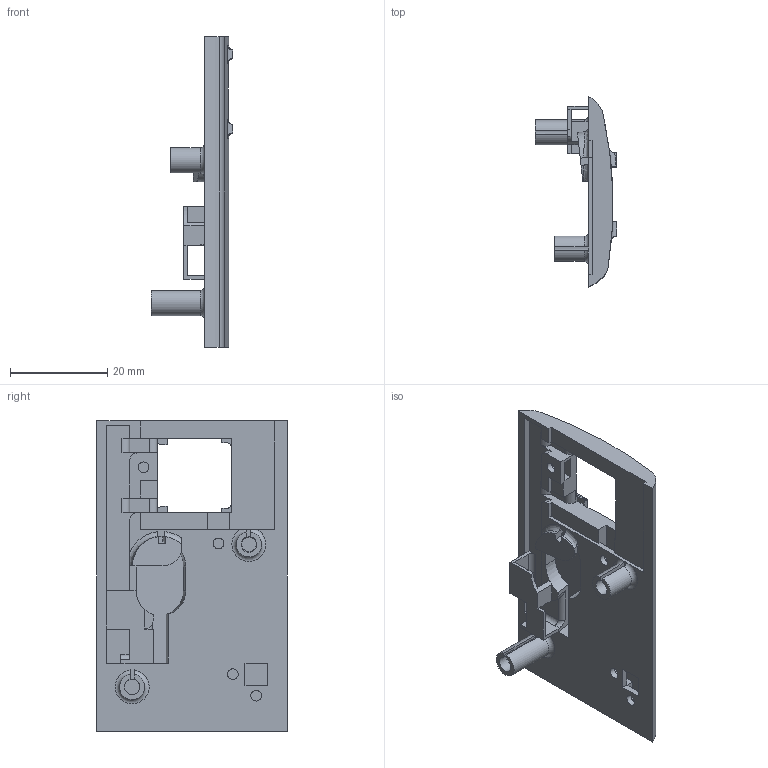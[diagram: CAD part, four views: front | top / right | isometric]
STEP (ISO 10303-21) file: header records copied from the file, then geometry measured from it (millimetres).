
FILE_DESCRIPTION(/* description */ (''),/* implementation_level */ '2;1');
FILE_NAME(/* name */ 'Cover1.step',/* time_stamp */ '2025-11-28T21:33:45+01:00',/* author */ (''),/* organization */ (''),/* preprocessor_version */ 'ST-DEVELOPER v20.1',/* originating_system */ 'Autodesk Translation Framework v14.21.0.0',/* authorisation */ '');
FILE_SCHEMA (('AUTOMOTIVE_DESIGN { 1 0 10303 214 3 1 1 }'));
Length unit declared in the file: millimetre
Products named in the file (1): 2025-11-25-11-41-23-714
Bounding box: 16.82 x 39.13 x 63.8 mm (x, y, z)
Volume: 7858.7 mm3; surface area: 7060.3 mm2
Topology: 1 solids, 1 shells, 187 faces, 534 edges, 347 vertices
Faces by surface type: plane 133, cylinder 31, bspline 12, torus 11
Full cylindrical faces by diameter (mm): 2.2 x7, 3 x1, 3.2 x2
Entity records: 6446 total; most frequent: CARTESIAN_POINT 1558, ORIENTED_EDGE 1064, DIRECTION 943, EDGE_CURVE 532, LINE 383, VECTOR 383, VERTEX_POINT 347, AXIS2_PLACEMENT_3D 280
